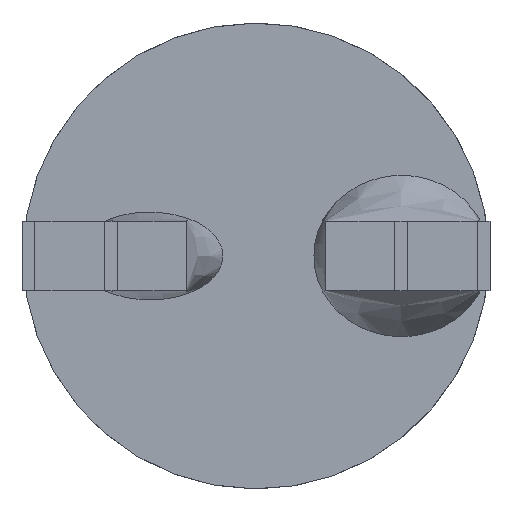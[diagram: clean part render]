
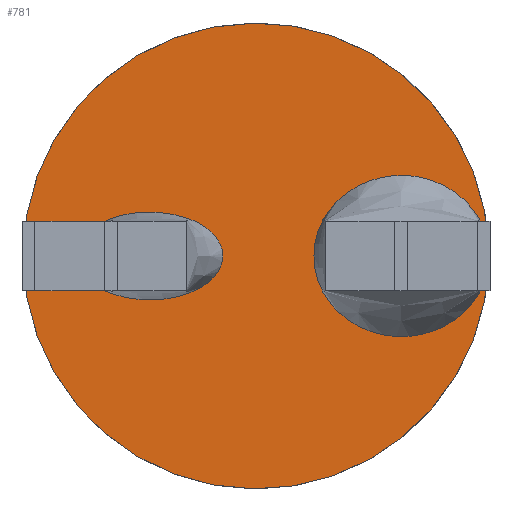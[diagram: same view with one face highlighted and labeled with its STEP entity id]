
A CAD part, front view. The second image highlights one B-rep face of the part: STEP entity #781.
In plain terms, the highlighted planar face has unit normal (0, -1, 0).
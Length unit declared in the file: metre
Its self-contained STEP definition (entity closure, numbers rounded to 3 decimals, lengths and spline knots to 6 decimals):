
#23=CIRCLE('',#840,0.001588);
#36=B_SPLINE_CURVE_WITH_KNOTS('',3,(#1159,#1160,#1161,#1162,#1163,#1164,
#1165),.UNSPECIFIED.,.F.,.F.,(4,1,1,1,4),(0.,0.000181,0.000363,
0.000544,0.000726),.UNSPECIFIED.);
#37=B_SPLINE_CURVE_WITH_KNOTS('',3,(#1172,#1173,#1174,#1175,#1176,#1177,
#1178),.UNSPECIFIED.,.F.,.F.,(4,1,1,1,4),(0.,0.000181,0.000363,
0.000544,0.000726),.UNSPECIFIED.);
#38=B_SPLINE_CURVE_WITH_KNOTS('',3,(#1179,#1180,#1181,#1182),
 .UNSPECIFIED.,.F.,.F.,(4,4),(0.,0.000217),.UNSPECIFIED.);
#39=B_SPLINE_CURVE_WITH_KNOTS('',3,(#1185,#1186,#1187,#1188,#1189),
 .UNSPECIFIED.,.F.,.F.,(4,1,4),(0.,0.000643,0.001286),
 .UNSPECIFIED.);
#40=B_SPLINE_CURVE_WITH_KNOTS('',3,(#1191,#1192,#1193,#1194),
 .UNSPECIFIED.,.F.,.F.,(4,4),(0.,0.00051),.UNSPECIFIED.);
#41=B_SPLINE_CURVE_WITH_KNOTS('',3,(#1196,#1197,#1198,#1199,#1200),
 .UNSPECIFIED.,.F.,.F.,(4,1,4),(0.,0.000643,0.001286),
 .UNSPECIFIED.);
#42=B_SPLINE_CURVE_WITH_KNOTS('',3,(#1202,#1203,#1204,#1205),
 .UNSPECIFIED.,.F.,.F.,(4,4),(0.000293,0.00051),
 .UNSPECIFIED.);
#43=(
BOUNDED_CURVE()
B_SPLINE_CURVE(3,(#1153,#1154,#1155,#1156),.UNSPECIFIED.,.F.,.F.)
B_SPLINE_CURVE_WITH_KNOTS((4,4),(4.149073,5.275705),
 .UNSPECIFIED.)
CURVE()
GEOMETRIC_REPRESENTATION_ITEM()
RATIONAL_B_SPLINE_CURVE((1.,0.897,0.897,1.))
REPRESENTATION_ITEM('')
);
#44=(
BOUNDED_CURVE()
B_SPLINE_CURVE(3,(#1167,#1168,#1169,#1170),.UNSPECIFIED.,.F.,.F.)
B_SPLINE_CURVE_WITH_KNOTS((4,4),(1.00748,2.134113),
 .UNSPECIFIED.)
CURVE()
GEOMETRIC_REPRESENTATION_ITEM()
RATIONAL_B_SPLINE_CURVE((1.,0.897,0.897,1.))
REPRESENTATION_ITEM('')
);
#125=ORIENTED_EDGE('',*,*,#311,.F.);
#126=ORIENTED_EDGE('',*,*,#312,.F.);
#127=ORIENTED_EDGE('',*,*,#313,.F.);
#128=ORIENTED_EDGE('',*,*,#314,.F.);
#129=ORIENTED_EDGE('',*,*,#315,.F.);
#130=ORIENTED_EDGE('',*,*,#316,.F.);
#131=ORIENTED_EDGE('',*,*,#317,.F.);
#132=ORIENTED_EDGE('',*,*,#318,.F.);
#133=ORIENTED_EDGE('',*,*,#319,.F.);
#134=ORIENTED_EDGE('',*,*,#320,.T.);
#311=EDGE_CURVE('',#409,#410,#43,.T.);
#312=EDGE_CURVE('',#411,#409,#36,.T.);
#313=EDGE_CURVE('',#412,#411,#44,.T.);
#314=EDGE_CURVE('',#410,#412,#37,.T.);
#315=EDGE_CURVE('',#413,#414,#38,.T.);
#316=EDGE_CURVE('',#415,#413,#39,.T.);
#317=EDGE_CURVE('',#416,#415,#40,.T.);
#318=EDGE_CURVE('',#417,#416,#41,.T.);
#319=EDGE_CURVE('',#418,#417,#42,.T.);
#320=EDGE_CURVE('',#418,#414,#23,.T.);
#409=VERTEX_POINT('',#1157);
#410=VERTEX_POINT('',#1158);
#411=VERTEX_POINT('',#1166);
#412=VERTEX_POINT('',#1171);
#413=VERTEX_POINT('',#1183);
#414=VERTEX_POINT('',#1184);
#415=VERTEX_POINT('',#1190);
#416=VERTEX_POINT('',#1195);
#417=VERTEX_POINT('',#1201);
#418=VERTEX_POINT('',#1206);
#649=EDGE_LOOP('',(#125,#126,#127,#128));
#650=EDGE_LOOP('',(#129,#130,#131,#132,#133,#134));
#698=FACE_BOUND('',#649,.T.);
#699=FACE_BOUND('',#650,.T.);
#747=PLANE('',#839);
#781=ADVANCED_FACE('',(#698,#699),#747,.F.);
#839=AXIS2_PLACEMENT_3D('',#1152,#948,#949);
#840=AXIS2_PLACEMENT_3D('',#1207,#950,#951);
#948=DIRECTION('',(0.,1.,0.));
#949=DIRECTION('',(-1.,0.,0.));
#950=DIRECTION('',(0.,-1.,0.));
#951=DIRECTION('',(1.,0.,0.));
#1152=CARTESIAN_POINT('',(0.,0.00419,0.));
#1153=CARTESIAN_POINT('',(-0.000992,0.00419,-0.000254));
#1154=CARTESIAN_POINT('',(-0.000824,0.00419,-0.000317));
#1155=CARTESIAN_POINT('',(-0.000626,0.00419,-0.000317));
#1156=CARTESIAN_POINT('',(-0.000458,0.00419,-0.000254));
#1157=CARTESIAN_POINT('',(-0.000992,0.00419,-0.000254));
#1158=CARTESIAN_POINT('',(-0.000458,0.00419,-0.000254));
#1159=CARTESIAN_POINT('',(-0.000992,0.00419,0.000254));
#1160=CARTESIAN_POINT('',(-0.001049,0.00419,0.000232));
#1161=CARTESIAN_POINT('',(-0.001158,0.00419,0.000176));
#1162=CARTESIAN_POINT('',(-0.001258,0.00419,0.));
#1163=CARTESIAN_POINT('',(-0.001158,0.00419,-0.000176));
#1164=CARTESIAN_POINT('',(-0.001049,0.00419,-0.000232));
#1165=CARTESIAN_POINT('',(-0.000992,0.00419,-0.000254));
#1166=CARTESIAN_POINT('',(-0.000992,0.00419,0.000254));
#1167=CARTESIAN_POINT('',(-0.000458,0.00419,0.000254));
#1168=CARTESIAN_POINT('',(-0.000626,0.00419,0.000317));
#1169=CARTESIAN_POINT('',(-0.000824,0.00419,0.000317));
#1170=CARTESIAN_POINT('',(-0.000992,0.00419,0.000254));
#1171=CARTESIAN_POINT('',(-0.000458,0.00419,0.000254));
#1172=CARTESIAN_POINT('',(-0.000458,0.00419,-0.000254));
#1173=CARTESIAN_POINT('',(-0.000401,0.00419,-0.000232));
#1174=CARTESIAN_POINT('',(-0.000292,0.00419,-0.000176));
#1175=CARTESIAN_POINT('',(-0.000192,0.00419,0.));
#1176=CARTESIAN_POINT('',(-0.000292,0.00419,0.000176));
#1177=CARTESIAN_POINT('',(-0.000401,0.00419,0.000232));
#1178=CARTESIAN_POINT('',(-0.000458,0.00419,0.000254));
#1179=CARTESIAN_POINT('',(0.001526,0.00419,-0.000246));
#1180=CARTESIAN_POINT('',(0.001561,0.00419,-0.000181));
#1181=CARTESIAN_POINT('',(0.001582,0.00419,-0.00011));
#1182=CARTESIAN_POINT('',(0.001587,0.00419,-0.000038));
#1183=CARTESIAN_POINT('',(0.001526,0.00419,-0.000246));
#1184=CARTESIAN_POINT('',(0.001587,0.00419,-0.000038));
#1185=CARTESIAN_POINT('',(0.000457,0.00419,-0.000246));
#1186=CARTESIAN_POINT('',(0.00056,0.00419,-0.000437));
#1187=CARTESIAN_POINT('',(0.000992,0.00419,-0.000664));
#1188=CARTESIAN_POINT('',(0.001422,0.00419,-0.000437));
#1189=CARTESIAN_POINT('',(0.001526,0.00419,-0.000246));
#1190=CARTESIAN_POINT('',(0.000457,0.00419,-0.000246));
#1191=CARTESIAN_POINT('',(0.000457,0.00419,0.000246));
#1192=CARTESIAN_POINT('',(0.000375,0.00419,0.000094));
#1193=CARTESIAN_POINT('',(0.000375,0.00419,-0.000094));
#1194=CARTESIAN_POINT('',(0.000457,0.00419,-0.000246));
#1195=CARTESIAN_POINT('',(0.000457,0.00419,0.000246));
#1196=CARTESIAN_POINT('',(0.001526,0.00419,0.000246));
#1197=CARTESIAN_POINT('',(0.001422,0.00419,0.000437));
#1198=CARTESIAN_POINT('',(0.00099,0.00419,0.000664));
#1199=CARTESIAN_POINT('',(0.00056,0.00419,0.000437));
#1200=CARTESIAN_POINT('',(0.000457,0.00419,0.000246));
#1201=CARTESIAN_POINT('',(0.001526,0.00419,0.000246));
#1202=CARTESIAN_POINT('',(0.001587,0.00419,0.000038));
#1203=CARTESIAN_POINT('',(0.001582,0.00419,0.00011));
#1204=CARTESIAN_POINT('',(0.001561,0.00419,0.000181));
#1205=CARTESIAN_POINT('',(0.001526,0.00419,0.000246));
#1206=CARTESIAN_POINT('',(0.001587,0.00419,0.000038));
#1207=CARTESIAN_POINT('',(0.,0.00419,0.));
